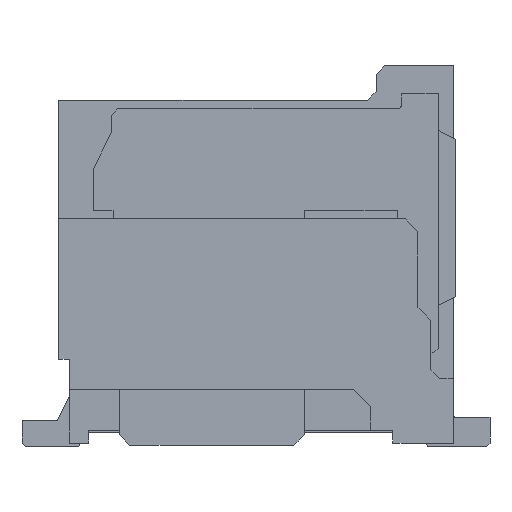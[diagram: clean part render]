
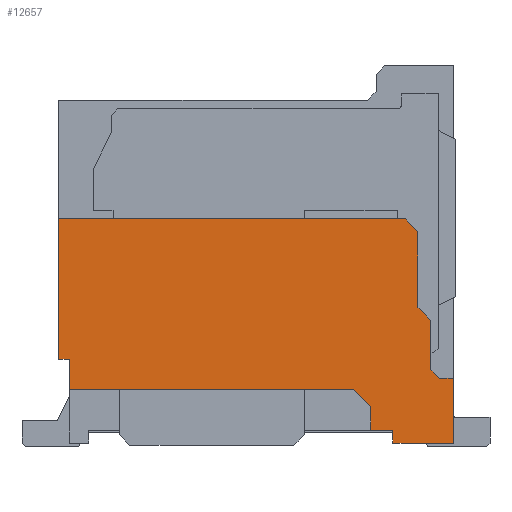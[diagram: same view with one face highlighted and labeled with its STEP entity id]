
A CAD part, left-side view. The second image highlights one B-rep face of the part: STEP entity #12657.
In plain terms, the highlighted planar face has unit normal (-1, 0, 0).
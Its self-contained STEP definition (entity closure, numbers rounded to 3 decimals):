
#5=DIRECTION('',(0.,-1.,0.));
#6=VECTOR('',#5,1.4);
#7=CARTESIAN_POINT('',(-8.15,-3.175,-4.375));
#8=LINE('',#7,#6);
#81=DIRECTION('',(0.,0.,1.));
#82=VECTOR('',#81,1.5);
#83=CARTESIAN_POINT('',(-8.15,-4.575,-4.375));
#84=LINE('',#83,#82);
#1421=DIRECTION('',(0.,0.,1.));
#1422=VECTOR('',#1421,3.25);
#1423=CARTESIAN_POINT('',(-8.15,4.575,-2.425));
#1424=LINE('',#1423,#1422);
#1425=DIRECTION('',(0.,-1.,0.));
#1426=VECTOR('',#1425,8.03);
#1427=CARTESIAN_POINT('',(-8.15,4.575,0.825));
#1428=LINE('',#1427,#1426);
#1429=DIRECTION('',(0.,0.707,0.707));
#1430=VECTOR('',#1429,0.424);
#1431=CARTESIAN_POINT('',(-8.15,-3.755,0.525));
#1432=LINE('',#1431,#1430);
#1433=DIRECTION('',(0.,0.,1.));
#1434=VECTOR('',#1433,1.75);
#1435=CARTESIAN_POINT('',(-8.15,-3.755,-1.225));
#1436=LINE('',#1435,#1434);
#1437=DIRECTION('',(0.,0.707,0.707));
#1438=VECTOR('',#1437,0.424);
#1439=CARTESIAN_POINT('',(-8.15,-4.055,-1.525));
#1440=LINE('',#1439,#1438);
#1441=DIRECTION('',(0.,0.,1.));
#1442=VECTOR('',#1441,1.15);
#1443=CARTESIAN_POINT('',(-8.15,-4.055,-2.675));
#1444=LINE('',#1443,#1442);
#1445=DIRECTION('',(0.,0.707,0.707));
#1446=VECTOR('',#1445,0.283);
#1447=CARTESIAN_POINT('',(-8.15,-4.255,-2.875));
#1448=LINE('',#1447,#1446);
#1449=DIRECTION('',(0.,1.,0.));
#1450=VECTOR('',#1449,0.32);
#1451=CARTESIAN_POINT('',(-8.15,-4.575,-2.875));
#1452=LINE('',#1451,#1450);
#1453=DIRECTION('',(0.,0.,1.));
#1454=VECTOR('',#1453,0.3);
#1455=CARTESIAN_POINT('',(-8.15,-3.175,-4.375));
#1456=LINE('',#1455,#1454);
#1457=DIRECTION('',(0.,1.,0.));
#1458=VECTOR('',#1457,0.52);
#1459=CARTESIAN_POINT('',(-8.15,-3.175,-4.075));
#1460=LINE('',#1459,#1458);
#1461=DIRECTION('',(0.,0.,1.));
#1462=VECTOR('',#1461,0.55);
#1463=CARTESIAN_POINT('',(-8.15,-2.655,-4.075));
#1464=LINE('',#1463,#1462);
#1465=DIRECTION('',(0.,-0.707,-0.707));
#1466=VECTOR('',#1465,0.566);
#1467=CARTESIAN_POINT('',(-8.15,-2.255,-3.125));
#1468=LINE('',#1467,#1466);
#1469=DIRECTION('',(0.,-1.,0.));
#1470=VECTOR('',#1469,6.58);
#1471=CARTESIAN_POINT('',(-8.15,4.325,-3.125));
#1472=LINE('',#1471,#1470);
#1473=DIRECTION('',(0.,0.,1.));
#1474=VECTOR('',#1473,0.7);
#1475=CARTESIAN_POINT('',(-8.15,4.325,-3.125));
#1476=LINE('',#1475,#1474);
#1477=DIRECTION('',(0.,-1.,0.));
#1478=VECTOR('',#1477,0.25);
#1479=CARTESIAN_POINT('',(-8.15,4.575,-2.425));
#1480=LINE('',#1479,#1478);
#8535=CARTESIAN_POINT('',(-8.15,-3.175,-4.075));
#8536=CARTESIAN_POINT('',(-8.15,-2.655,-4.075));
#8537=VERTEX_POINT('',#8535);
#8538=VERTEX_POINT('',#8536);
#8677=CARTESIAN_POINT('',(-8.15,-4.575,-2.875));
#8678=CARTESIAN_POINT('',(-8.15,-4.255,-2.875));
#8679=VERTEX_POINT('',#8677);
#8680=VERTEX_POINT('',#8678);
#8681=CARTESIAN_POINT('',(-8.15,-4.055,-2.675));
#8682=VERTEX_POINT('',#8681);
#8683=CARTESIAN_POINT('',(-8.15,-4.055,-1.525));
#8684=VERTEX_POINT('',#8683);
#8685=CARTESIAN_POINT('',(-8.15,-3.755,-1.225));
#8686=VERTEX_POINT('',#8685);
#8687=CARTESIAN_POINT('',(-8.15,-3.755,0.525));
#8688=VERTEX_POINT('',#8687);
#8689=CARTESIAN_POINT('',(-8.15,-3.455,0.825));
#8690=VERTEX_POINT('',#8689);
#8691=CARTESIAN_POINT('',(-8.15,4.575,0.825));
#8692=VERTEX_POINT('',#8691);
#8705=CARTESIAN_POINT('',(-8.15,-4.575,-4.375));
#8706=VERTEX_POINT('',#8705);
#8709=CARTESIAN_POINT('',(-8.15,4.575,-2.425));
#8710=VERTEX_POINT('',#8709);
#8775=CARTESIAN_POINT('',(-8.15,-2.255,-3.125));
#8776=CARTESIAN_POINT('',(-8.15,-2.655,-3.525));
#8777=VERTEX_POINT('',#8775);
#8778=VERTEX_POINT('',#8776);
#8802=CARTESIAN_POINT('',(-8.15,-3.175,-4.375));
#8804=VERTEX_POINT('',#8802);
#9115=CARTESIAN_POINT('',(-8.15,4.325,-2.425));
#9117=VERTEX_POINT('',#9115);
#9239=CARTESIAN_POINT('',(-8.15,4.325,-3.125));
#9240=VERTEX_POINT('',#9239);
#12624=CARTESIAN_POINT('',(-8.15,4.575,-4.375));
#12625=DIRECTION('',(-1.,0.,0.));
#12626=DIRECTION('',(0.,-1.,0.));
#12627=AXIS2_PLACEMENT_3D('',#12624,#12625,#12626);
#12628=PLANE('',#12627);
#12630=ORIENTED_EDGE('',*,*,#12629,.T.);
#12631=ORIENTED_EDGE('',*,*,#12568,.T.);
#12632=ORIENTED_EDGE('',*,*,#12591,.F.);
#12633=ORIENTED_EDGE('',*,*,#12605,.F.);
#12634=ORIENTED_EDGE('',*,*,#12618,.F.);
#12635=ORIENTED_EDGE('',*,*,#12400,.F.);
#12637=ORIENTED_EDGE('',*,*,#12636,.F.);
#12639=ORIENTED_EDGE('',*,*,#12638,.F.);
#12640=ORIENTED_EDGE('',*,*,#11195,.F.);
#12641=ORIENTED_EDGE('',*,*,#11094,.F.);
#12642=ORIENTED_EDGE('',*,*,#11163,.T.);
#12644=ORIENTED_EDGE('',*,*,#12643,.T.);
#12646=ORIENTED_EDGE('',*,*,#12645,.T.);
#12648=ORIENTED_EDGE('',*,*,#12647,.F.);
#12650=ORIENTED_EDGE('',*,*,#12649,.F.);
#12652=ORIENTED_EDGE('',*,*,#12651,.T.);
#12654=ORIENTED_EDGE('',*,*,#12653,.F.);
#12655=EDGE_LOOP('',(#12630,#12631,#12632,#12633,#12634,#12635,#12637,#12639,
#12640,#12641,#12642,#12644,#12646,#12648,#12650,#12652,#12654));
#12656=FACE_OUTER_BOUND('',#12655,.F.);
#12657=ADVANCED_FACE('',(#12656),#12628,.T.);
#11094=EDGE_CURVE('',#8804,#8706,#8,.T.);
#11163=EDGE_CURVE('',#8804,#8537,#1456,.T.);
#11195=EDGE_CURVE('',#8706,#8679,#84,.T.);
#12400=EDGE_CURVE('',#8682,#8684,#1444,.T.);
#12568=EDGE_CURVE('',#8692,#8690,#1428,.T.);
#12591=EDGE_CURVE('',#8688,#8690,#1432,.T.);
#12605=EDGE_CURVE('',#8686,#8688,#1436,.T.);
#12618=EDGE_CURVE('',#8684,#8686,#1440,.T.);
#12629=EDGE_CURVE('',#8710,#8692,#1424,.T.);
#12636=EDGE_CURVE('',#8680,#8682,#1448,.T.);
#12638=EDGE_CURVE('',#8679,#8680,#1452,.T.);
#12643=EDGE_CURVE('',#8537,#8538,#1460,.T.);
#12645=EDGE_CURVE('',#8538,#8778,#1464,.T.);
#12647=EDGE_CURVE('',#8777,#8778,#1468,.T.);
#12649=EDGE_CURVE('',#9240,#8777,#1472,.T.);
#12651=EDGE_CURVE('',#9240,#9117,#1476,.T.);
#12653=EDGE_CURVE('',#8710,#9117,#1480,.T.);
